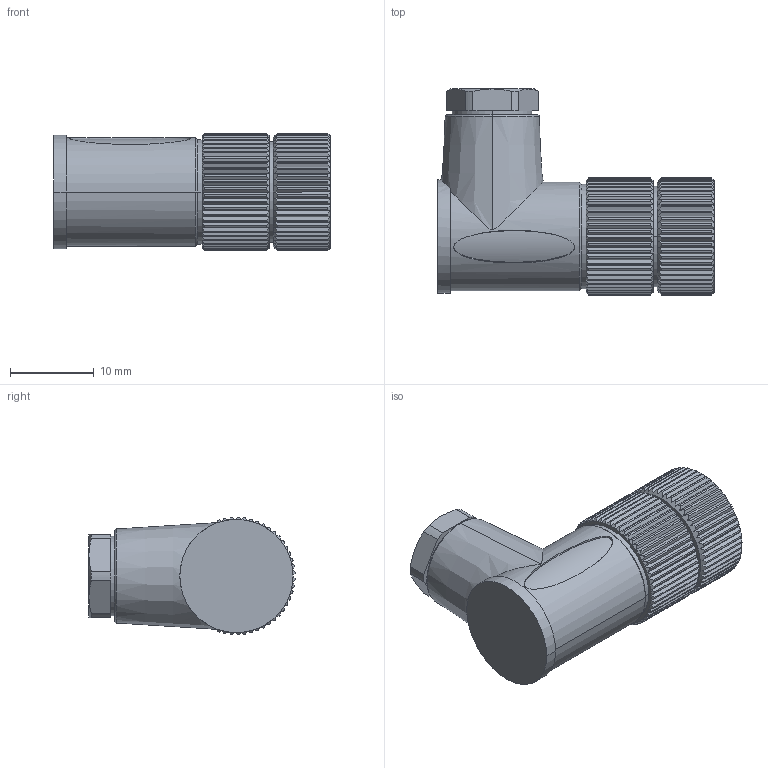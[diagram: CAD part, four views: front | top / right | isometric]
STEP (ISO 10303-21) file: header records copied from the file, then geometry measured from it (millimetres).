
FILE_DESCRIPTION((''),'2;1');
FILE_NAME('234953_ASM','2023-06-02T12:29:32',('banengservice'),('BANNER ENGINEERING'),'CREO PARAMETRIC BY PTC INC, 2022414','CREO PARAMETRIC BY PTC INC, 2022414','');
FILE_SCHEMA(('CONFIG_CONTROL_DESIGN'));
Length unit declared in the file: millimetre
Products named in the file (2): 234953_EP01; 234953_ASM
Assembly tree (1 placements, depth 2):
  234953_ASM
    234953_EP01
Bounding box: 33 x 24.59 x 14 mm (x, y, z)
Volume: 5718.4 mm3; surface area: 2747.7 mm2
Topology: 1 solids, 1 shells, 657 faces, 1776 edges, 1143 vertices
Faces by surface type: plane 264, cone 199, cylinder 167, bspline 21, torus 6
Entity records: 23416 total; most frequent: CARTESIAN_POINT 7413, ORIENTED_EDGE 3552, DIRECTION 3112, EDGE_CURVE 1776, AXIS2_PLACEMENT_3D 1203, VERTEX_POINT 1143, VECTOR 706, LINE 706
